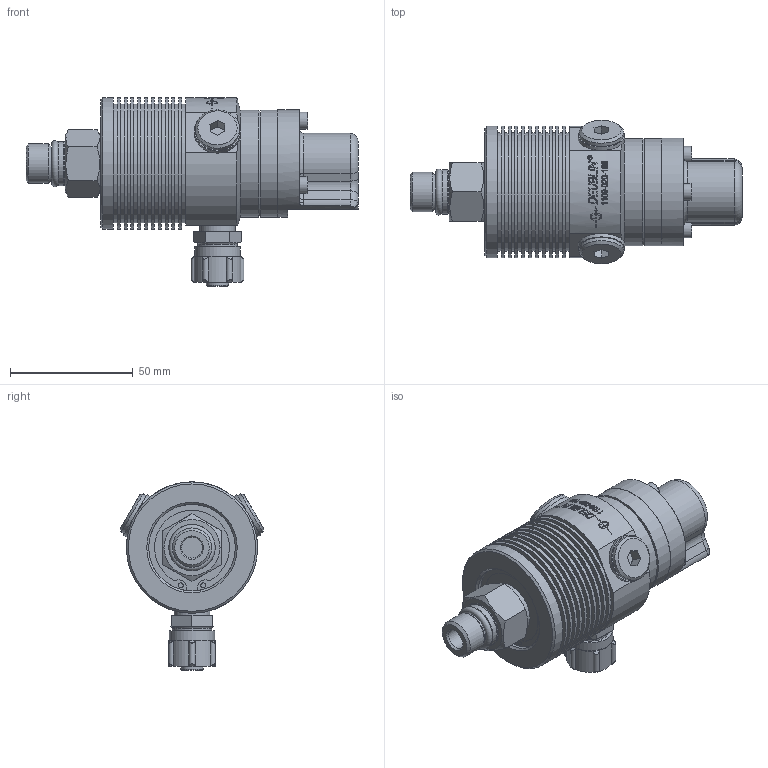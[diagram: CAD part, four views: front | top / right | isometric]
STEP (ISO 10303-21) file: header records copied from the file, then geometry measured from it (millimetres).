
FILE_DESCRIPTION(/* description */ (''),/* implementation_level */ '2;1');
FILE_NAME(/* name */ '1109-020-188-IC.stp',/* time_stamp */ '2020-05-21T13:09:01-05:00',/* author */ ('dyurkovich'),/* organization */ (''),/* preprocessor_version */ 'ST-DEVELOPER v18',/* originating_system */ 'Autodesk Inventor 2020',/* authorisation */ '');
FILE_SCHEMA (('AUTOMOTIVE_DESIGN { 1 0 10303 214 3 1 1 }'));
Length unit declared in the file: millimetre
Products named in the file (1): 1109-020-188-IC
Bounding box: 135.13 x 58.44 x 76.55 mm (x, y, z)
Volume: 181349.9 mm3; surface area: 38946.5 mm2
Topology: 2 solids, 8 shells, 609 faces, 1559 edges, 1055 vertices
Faces by surface type: plane 261, cylinder 147, bspline 135, cone 41, torus 25
Full cylindrical faces by diameter (mm): 1.981 x2, 4.166 x3, 4.5 x3, 4.7 x3, 6.858 x3, 7.2 x3, 7.5 x2, 8 x1, 8.5 x1, 9 x1, 9.6 x1, 10.3 x1, 11.6 x1, 13.157 x1, 13.5 x3, 14.473 x1, 14.917 x1, 15.376 x1, 16 x2, 17.991 x1, 18 x2, 18.16 x1, 18.5 x1, 19 x2, 21.4 x1, 35.27 x1, 37.25 x1, 43.6 x2, 43.76 x1, 48.3 x11
Entity records: 24224 total; most frequent: CARTESIAN_POINT 9459, ORIENTED_EDGE 3112, DIRECTION 2782, EDGE_CURVE 1556, AXIS2_PLACEMENT_3D 1110, VERTEX_POINT 1055, EDGE_LOOP 717, FACE_OUTER_BOUND 609
